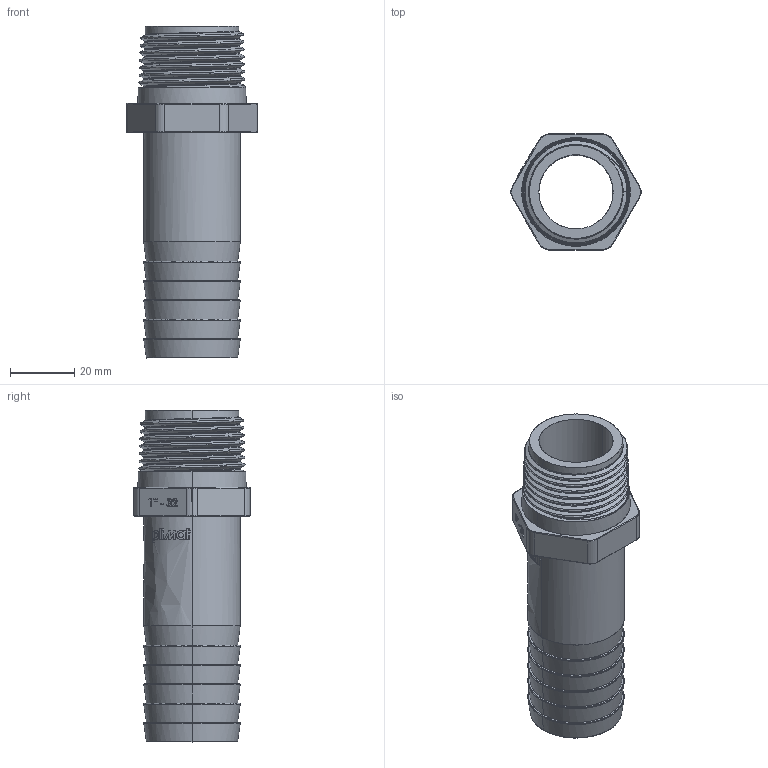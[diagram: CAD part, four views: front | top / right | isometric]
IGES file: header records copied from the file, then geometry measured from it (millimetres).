
Start section: SolidWorks IGES file using NURBS representation for surfaces
Global section: file name: 01 01 1113 100.IGS; native system: SolidWorks 2016; preprocessor: SolidWorks 2016; author: Fabio; date: 160919.083831; units: millimetre
Bounding box: 40.5 x 36 x 103 mm (x, y, z)
Surface area: 20108.6 mm2 (no closed solid volume)
Topology: 0 solids, 0 shells, 225 faces, 3554 edges, 3554 vertices
Faces by surface type: bspline 225
